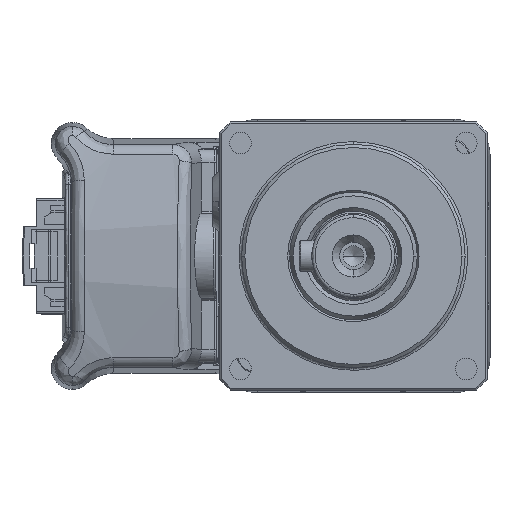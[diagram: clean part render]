
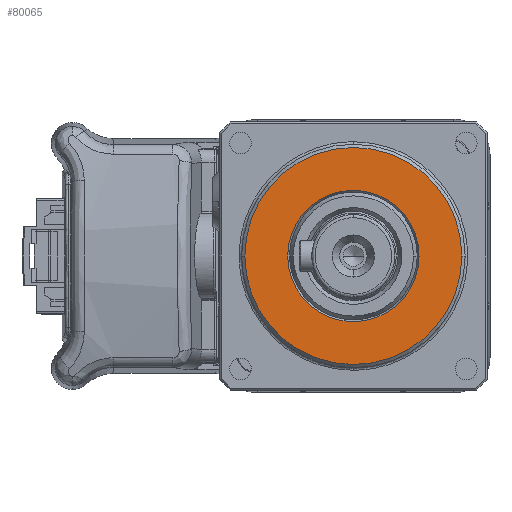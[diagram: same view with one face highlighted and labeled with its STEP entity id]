
A CAD part, left-side view. The second image highlights one B-rep face of the part: STEP entity #80065.
In plain terms, the highlighted face is planar.
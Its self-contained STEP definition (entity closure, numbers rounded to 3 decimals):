
#545 = AXIS2_PLACEMENT_3D ( 'NONE', #70351, #6496, #81100 ) ;
#845 = FACE_OUTER_BOUND ( 'NONE', #36756, .T. ) ;
#5196 = CIRCLE ( 'NONE', #545, 10.289 ) ;
#6496 = DIRECTION ( 'NONE',  ( 0., 0., 1. ) ) ;
#10389 = VERTEX_POINT ( 'NONE', #99379 ) ;
#11379 = AXIS2_PLACEMENT_3D ( 'NONE', #90856, #27021, #101639 ) ;
#15376 = CARTESIAN_POINT ( 'NONE',  ( 0., -10.289, 48. ) ) ;
#16017 = EDGE_CURVE ( 'NONE', #122676, #20155, #5196, .T. ) ;
#17854 = EDGE_CURVE ( 'NONE', #10389, #59700, #64980, .T. ) ;
#20155 = VERTEX_POINT ( 'NONE', #111436 ) ;
#23446 = EDGE_CURVE ( 'NONE', #59700, #10389, #29172, .T. ) ;
#27021 = DIRECTION ( 'NONE',  ( 0., 0., -1. ) ) ;
#29172 = CIRCLE ( 'NONE', #86690, 17. ) ;
#34624 = CARTESIAN_POINT ( 'NONE',  ( 0., 0., 48. ) ) ;
#34879 = AXIS2_PLACEMENT_3D ( 'NONE', #35210, #109814, #45913 ) ;
#35210 = CARTESIAN_POINT ( 'NONE',  ( 0., 0., 48. ) ) ;
#36349 = EDGE_CURVE ( 'NONE', #20155, #122676, #61585, .T. ) ;
#36756 = EDGE_LOOP ( 'NONE', ( #115151, #62036 ) ) ;
#45326 = ORIENTED_EDGE ( 'NONE', *, *, #16017, .F. ) ;
#45913 = DIRECTION ( 'NONE',  ( 0., -1., 0. ) ) ;
#49913 = CARTESIAN_POINT ( 'NONE',  ( 0., 0., 48. ) ) ;
#55948 = CARTESIAN_POINT ( 'NONE',  ( 0., -17., 48. ) ) ;
#56037 = DIRECTION ( 'NONE',  ( -1., 0., 0. ) ) ;
#59700 = VERTEX_POINT ( 'NONE', #55948 ) ;
#60593 = DIRECTION ( 'NONE',  ( 0., 1., 0. ) ) ;
#61585 = CIRCLE ( 'NONE', #34879, 10.289 ) ;
#62036 = ORIENTED_EDGE ( 'NONE', *, *, #23446, .F. ) ;
#64980 = CIRCLE ( 'NONE', #11379, 17. ) ;
#70351 = CARTESIAN_POINT ( 'NONE',  ( 0., 0., 48. ) ) ;
#76992 = PLANE ( 'NONE',  #102872 ) ;
#80065 = ADVANCED_FACE ( 'NONE', ( #82585, #845 ), #76992, .F. ) ;
#81100 = DIRECTION ( 'NONE',  ( 0., -1., 0. ) ) ;
#82585 = FACE_BOUND ( 'NONE', #134822, .T. ) ;
#86690 = AXIS2_PLACEMENT_3D ( 'NONE', #49913, #124539, #60593 ) ;
#90856 = CARTESIAN_POINT ( 'NONE',  ( 0., 0., 48. ) ) ;
#99379 = CARTESIAN_POINT ( 'NONE',  ( 0., 17., 48. ) ) ;
#101007 = ORIENTED_EDGE ( 'NONE', *, *, #36349, .F. ) ;
#101639 = DIRECTION ( 'NONE',  ( 0., 1., 0. ) ) ;
#102872 = AXIS2_PLACEMENT_3D ( 'NONE', #34624, #120000, #56037 ) ;
#109814 = DIRECTION ( 'NONE',  ( 0., 0., 1. ) ) ;
#111436 = CARTESIAN_POINT ( 'NONE',  ( 0., 10.289, 48. ) ) ;
#115151 = ORIENTED_EDGE ( 'NONE', *, *, #17854, .F. ) ;
#120000 = DIRECTION ( 'NONE',  ( 0., 0., -1. ) ) ;
#122676 = VERTEX_POINT ( 'NONE', #15376 ) ;
#124539 = DIRECTION ( 'NONE',  ( 0., 0., -1. ) ) ;
#134822 = EDGE_LOOP ( 'NONE', ( #45326, #101007 ) ) ;
